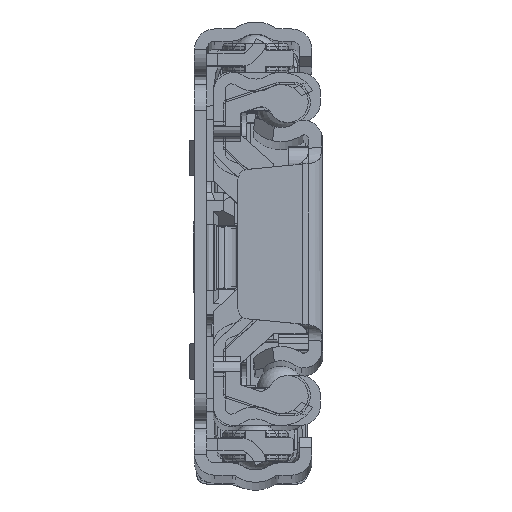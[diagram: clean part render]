
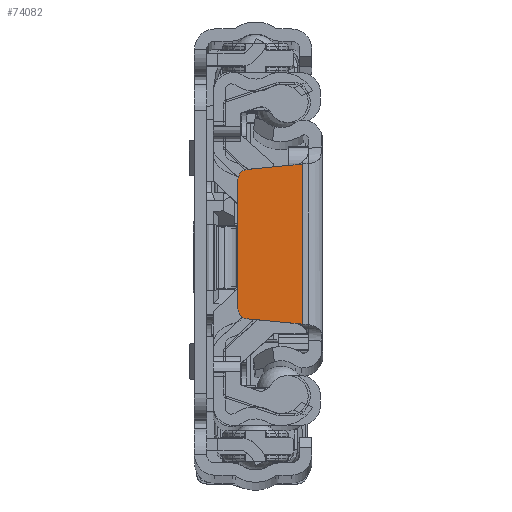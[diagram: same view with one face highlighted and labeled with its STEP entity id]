
A CAD part, top view. The second image highlights one B-rep face of the part: STEP entity #74082.
In plain terms, the highlighted face is planar.
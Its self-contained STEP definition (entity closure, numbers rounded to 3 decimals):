
#1324 = DIRECTION ( 'NONE',  ( 0., -1., 0. ) ) ;
#4648 = DIRECTION ( 'NONE',  ( 0., 0., -1. ) ) ;
#5598 = DIRECTION ( 'NONE',  ( -0.995, 0.095, 0. ) ) ;
#5744 = VECTOR ( 'NONE', #12180, 1000. ) ;
#6693 = LINE ( 'NONE', #63096, #85621 ) ;
#7265 = CARTESIAN_POINT ( 'NONE',  ( -7.495, 7.386, 0. ) ) ;
#8252 = VECTOR ( 'NONE', #5598, 1000. ) ;
#9007 = CARTESIAN_POINT ( 'NONE',  ( -2., -13.87, 0. ) ) ;
#9517 = FACE_OUTER_BOUND ( 'NONE', #49829, .T. ) ;
#12180 = DIRECTION ( 'NONE',  ( 0., 1., 0. ) ) ;
#12378 = CARTESIAN_POINT ( 'NONE',  ( -2., -7.91, 0. ) ) ;
#15059 = EDGE_CURVE ( 'NONE', #33715, #23641, #67842, .T. ) ;
#15148 = LINE ( 'NONE', #12378, #8252 ) ;
#19404 = DIRECTION ( 'NONE',  ( 1., 0., 0. ) ) ;
#20698 = DIRECTION ( 'NONE',  ( 0., 0., 1. ) ) ;
#21041 = CARTESIAN_POINT ( 'NONE',  ( -2., -7.91, 0. ) ) ;
#21328 = VERTEX_POINT ( 'NONE', #35915 ) ;
#22077 = AXIS2_PLACEMENT_3D ( 'NONE', #43378, #20698, #56786 ) ;
#23641 = VERTEX_POINT ( 'NONE', #21041 ) ;
#25097 = ORIENTED_EDGE ( 'NONE', *, *, #68137, .T. ) ;
#26446 = VERTEX_POINT ( 'NONE', #59353 ) ;
#27963 = CARTESIAN_POINT ( 'NONE',  ( -2., 7.91, 0. ) ) ;
#28675 = PLANE ( 'NONE',  #22077 ) ;
#32487 = EDGE_CURVE ( 'NONE', #33715, #41479, #83641, .T. ) ;
#32567 = AXIS2_PLACEMENT_3D ( 'NONE', #71440, #4648, #55787 ) ;
#33715 = VERTEX_POINT ( 'NONE', #62047 ) ;
#34505 = CARTESIAN_POINT ( 'NONE',  ( -8.4, 8.1, 0. ) ) ;
#35915 = CARTESIAN_POINT ( 'NONE',  ( -8.4, 6.391, 0. ) ) ;
#37486 = EDGE_CURVE ( 'NONE', #41479, #60099, #87926, .T. ) ;
#37496 = EDGE_CURVE ( 'NONE', #77483, #42327, #6693, .T. ) ;
#38138 = ORIENTED_EDGE ( 'NONE', *, *, #71219, .T. ) ;
#40168 = CARTESIAN_POINT ( 'NONE',  ( -2.758, -7.837, 0. ) ) ;
#41479 = VERTEX_POINT ( 'NONE', #42654 ) ;
#42327 = VERTEX_POINT ( 'NONE', #40168 ) ;
#42654 = CARTESIAN_POINT ( 'NONE',  ( -2.758, 7.837, 0. ) ) ;
#43240 = CARTESIAN_POINT ( 'NONE',  ( -7.495, -7.386, 0. ) ) ;
#43378 = CARTESIAN_POINT ( 'NONE',  ( -4.143, -13.87, 0. ) ) ;
#47442 = CARTESIAN_POINT ( 'NONE',  ( -8.4, 7.3, 0. ) ) ;
#47862 = VECTOR ( 'NONE', #48081, 1000. ) ;
#48081 = DIRECTION ( 'NONE',  ( -0.995, -0.095, 0. ) ) ;
#49829 = EDGE_LOOP ( 'NONE', ( #80791, #38138, #59448, #85085, #51972, #58816, #51924, #25097 ) ) ;
#51924 = ORIENTED_EDGE ( 'NONE', *, *, #15059, .T. ) ;
#51972 = ORIENTED_EDGE ( 'NONE', *, *, #37486, .F. ) ;
#53558 = EDGE_CURVE ( 'NONE', #26446, #21328, #88214, .T. ) ;
#55787 = DIRECTION ( 'NONE',  ( 1., 0., 0. ) ) ;
#56786 = DIRECTION ( 'NONE',  ( 1., 0., 0. ) ) ;
#56835 = CIRCLE ( 'NONE', #82098, 1. ) ;
#58091 = DIRECTION ( 'NONE',  ( -0.995, -0.095, 0. ) ) ;
#58816 = ORIENTED_EDGE ( 'NONE', *, *, #32487, .F. ) ;
#59353 = CARTESIAN_POINT ( 'NONE',  ( -8.4, -6.391, 0. ) ) ;
#59448 = ORIENTED_EDGE ( 'NONE', *, *, #53558, .T. ) ;
#60099 = VERTEX_POINT ( 'NONE', #7265 ) ;
#61849 = VECTOR ( 'NONE', #58091, 1000. ) ;
#62047 = CARTESIAN_POINT ( 'NONE',  ( -2., 7.91, 0. ) ) ;
#63096 = CARTESIAN_POINT ( 'NONE',  ( -8.4, -7.3, 0. ) ) ;
#67842 = LINE ( 'NONE', #9007, #70152 ) ;
#68137 = EDGE_CURVE ( 'NONE', #23641, #42327, #15148, .T. ) ;
#70152 = VECTOR ( 'NONE', #1324, 1000. ) ;
#70156 = DIRECTION ( 'NONE',  ( 0.995, -0.095, 0. ) ) ;
#71219 = EDGE_CURVE ( 'NONE', #77483, #26446, #56835, .T. ) ;
#71440 = CARTESIAN_POINT ( 'NONE',  ( -7.4, 6.391, 0. ) ) ;
#74082 = ADVANCED_FACE ( 'NONE', ( #9517 ), #28675, .F. ) ;
#74436 = EDGE_CURVE ( 'NONE', #21328, #60099, #87249, .T. ) ;
#77483 = VERTEX_POINT ( 'NONE', #43240 ) ;
#80791 = ORIENTED_EDGE ( 'NONE', *, *, #37496, .F. ) ;
#82098 = AXIS2_PLACEMENT_3D ( 'NONE', #84974, #92389, #19404 ) ;
#83641 = LINE ( 'NONE', #27963, #61849 ) ;
#84974 = CARTESIAN_POINT ( 'NONE',  ( -7.4, -6.391, 0. ) ) ;
#85085 = ORIENTED_EDGE ( 'NONE', *, *, #74436, .T. ) ;
#85621 = VECTOR ( 'NONE', #70156, 1000. ) ;
#87249 = CIRCLE ( 'NONE', #32567, 1. ) ;
#87926 = LINE ( 'NONE', #47442, #47862 ) ;
#88214 = LINE ( 'NONE', #34505, #5744 ) ;
#92389 = DIRECTION ( 'NONE',  ( 0., 0., -1. ) ) ;
